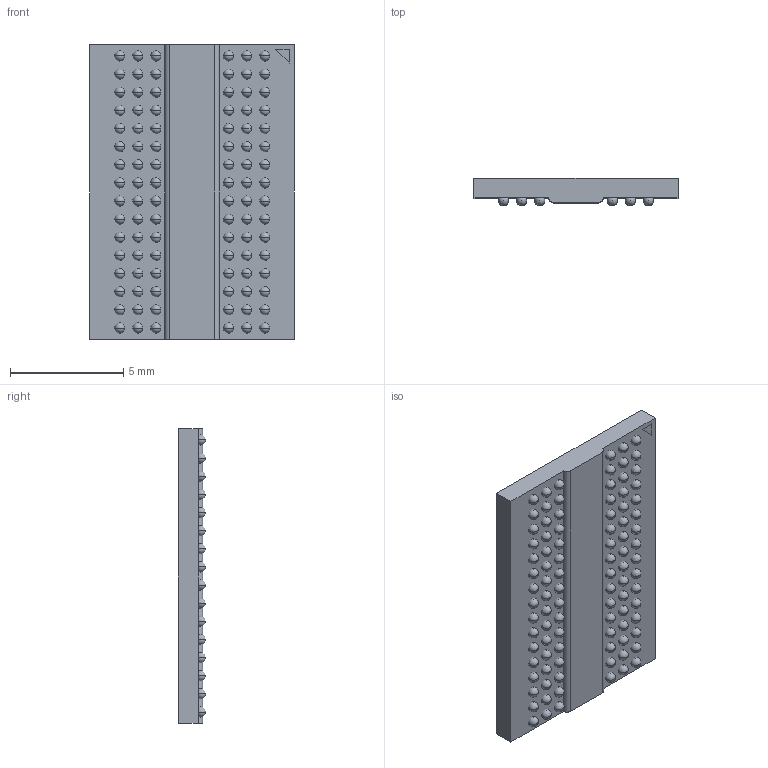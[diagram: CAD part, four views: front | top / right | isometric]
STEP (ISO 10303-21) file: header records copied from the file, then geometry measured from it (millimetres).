
FILE_DESCRIPTION (( 'STEP AP214' ), '1' );
FILE_NAME ('IS46TR16256A-125KBLA2.STEP', '2019-04-20T23:28:59', ( '' ), ( '' ), 'SwSTEP 2.0', 'SolidWorks 2017', '' );
FILE_SCHEMA (( 'AUTOMOTIVE_DESIGN' ));
Length unit declared in the file: millimetre
Products named in the file (1): IS46TR16256A-125KBLA2
Bounding box: 9 x 1.2 x 13 mm (x, y, z)
Volume: 113 mm3; surface area: 339.1 mm2
Topology: 99 solids, 99 shells, 218 faces, 726 edges, 516 vertices
Faces by surface type: sphere 192, plane 20, cylinder 6
Entity records: 7558 total; most frequent: DIRECTION 888, CARTESIAN_POINT 693, ORIENTED_EDGE 492, AXIS2_PLACEMENT_3D 423, UNCERTAINTY_MEASURE_WITH_UNIT 293, PRESENTATION_LAYER_ASSIGNMENT 292, COLOUR_RGB 292, FILL_AREA_STYLE 292
